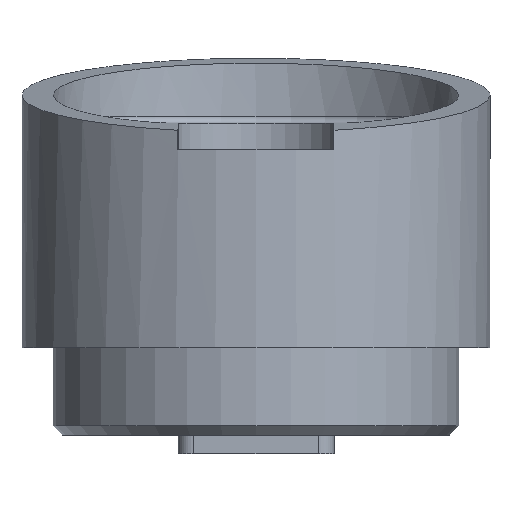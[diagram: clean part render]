
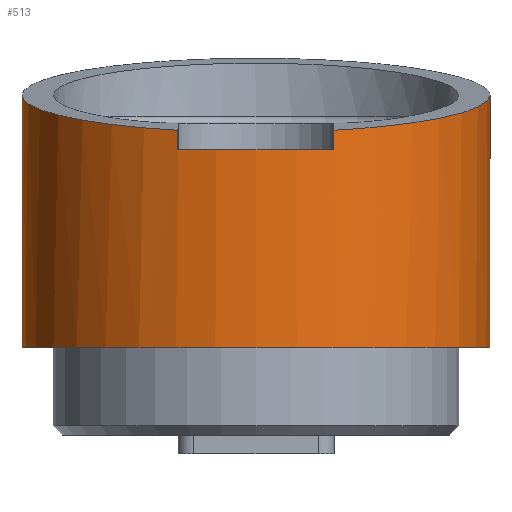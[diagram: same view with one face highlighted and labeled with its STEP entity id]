
A CAD part, left-side view. The second image highlights one B-rep face of the part: STEP entity #513.
In plain terms, the highlighted cylindrical face has radius 7.5 mm (diameter 15 mm), a partial arc.
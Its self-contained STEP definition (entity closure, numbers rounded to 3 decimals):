
#1 = CYLINDRICAL_SURFACE ( 'NONE', #142, 7.5 ) ;
#28 = EDGE_CURVE ( 'NONE', #783, #98, #1000, .T. ) ;
#41 = VERTEX_POINT ( 'NONE', #760 ) ;
#72 = ORIENTED_EDGE ( 'NONE', *, *, #671, .T. ) ;
#98 = VERTEX_POINT ( 'NONE', #673 ) ;
#142 = AXIS2_PLACEMENT_3D ( 'NONE', #680, #688, #901 ) ;
#177 = CARTESIAN_POINT ( 'NONE',  ( -34.066, 0., 7.5 ) ) ;
#179 = DIRECTION ( 'NONE',  ( 1., 0., 0. ) ) ;
#184 = ORIENTED_EDGE ( 'NONE', *, *, #754, .F. ) ;
#186 = DIRECTION ( 'NONE',  ( -1., 0., 0. ) ) ;
#187 = CARTESIAN_POINT ( 'NONE',  ( 2.8, 0., 0. ) ) ;
#190 = DIRECTION ( 'NONE',  ( -1., 0., 0. ) ) ;
#193 = DIRECTION ( 'NONE',  ( 0., 0., 1. ) ) ;
#203 = CARTESIAN_POINT ( 'NONE',  ( 9.768, 7.071, -2.5 ) ) ;
#217 = ORIENTED_EDGE ( 'NONE', *, *, #848, .T. ) ;
#230 = VERTEX_POINT ( 'NONE', #587 ) ;
#232 = CARTESIAN_POINT ( 'NONE',  ( -34.066, 7.071, -2.5 ) ) ;
#250 = FACE_OUTER_BOUND ( 'NONE', #593, .T. ) ;
#305 = CARTESIAN_POINT ( 'NONE',  ( -34.066, 0., -7.5 ) ) ;
#321 = DIRECTION ( 'NONE',  ( -1., 0., 0. ) ) ;
#323 = CARTESIAN_POINT ( 'NONE',  ( 10.367, 3.289, 7.5 ) ) ;
#325 = VERTEX_POINT ( 'NONE', #496 ) ;
#394 = ORIENTED_EDGE ( 'NONE', *, *, #747, .F. ) ;
#396 = ORIENTED_EDGE ( 'NONE', *, *, #28, .T. ) ;
#420 = CARTESIAN_POINT ( 'NONE',  ( 10.888, 0., 7.5 ) ) ;
#421 = VERTEX_POINT ( 'NONE', #711 ) ;
#422 = DIRECTION ( 'NONE',  ( 0., 0., 1. ) ) ;
#442 = CARTESIAN_POINT ( 'NONE',  ( 9.942, 5.975, 5.601 ) ) ;
#443 = DIRECTION ( 'NONE',  ( -1., 0., 0. ) ) ;
#444 = CARTESIAN_POINT ( 'NONE',  ( 9.768, 7.071, 2.5 ) ) ;
#451 = ORIENTED_EDGE ( 'NONE', *, *, #795, .T. ) ;
#452 = CARTESIAN_POINT ( 'NONE',  ( 9.15, 0., 0. ) ) ;
#468 = VERTEX_POINT ( 'NONE', #749 ) ;
#496 = CARTESIAN_POINT ( 'NONE',  ( 10.888, 0., 7.5 ) ) ;
#505 = VECTOR ( 'NONE', #321, 1000. ) ;
#511 = ORIENTED_EDGE ( 'NONE', *, *, #925, .T. ) ;
#513 = ADVANCED_FACE ( 'NONE', ( #250 ), #1, .T. ) ;
#518 = LINE ( 'NONE', #305, #505 ) ;
#524 = CIRCLE ( 'NONE', #758, 7.5 ) ;
#557 = VECTOR ( 'NONE', #179, 1000. ) ;
#577 = LINE ( 'NONE', #232, #557 ) ;
#582 = CARTESIAN_POINT ( 'NONE',  ( 2.8, 0., -7.5 ) ) ;
#587 = CARTESIAN_POINT ( 'NONE',  ( 9.15, 7.071, -2.5 ) ) ;
#593 = EDGE_LOOP ( 'NONE', ( #396, #217, #394, #184, #511, #72, #782, #451 ) ) ;
#600 = VECTOR ( 'NONE', #186, 1000. ) ;
#629 = CIRCLE ( 'NONE', #952, 7.5 ) ;
#645 = LINE ( 'NONE', #177, #600 ) ;
#671 = EDGE_CURVE ( 'NONE', #468, #41, #736, .T. ) ;
#673 = CARTESIAN_POINT ( 'NONE',  ( 10.888, 0., -7.5 ) ) ;
#680 = CARTESIAN_POINT ( 'NONE',  ( -34.066, 0., 0. ) ) ;
#688 = DIRECTION ( 'NONE',  ( -1., 0., 0. ) ) ;
#711 = CARTESIAN_POINT ( 'NONE',  ( 2.8, 0., 7.5 ) ) ;
#723 = VECTOR ( 'NONE', #986, 1000. ) ;
#736 = LINE ( 'NONE', #785, #723 ) ;
#747 = EDGE_CURVE ( 'NONE', #421, #1019, #629, .T. ) ;
#749 = CARTESIAN_POINT ( 'NONE',  ( 9.768, 7.071, 2.5 ) ) ;
#754 = EDGE_CURVE ( 'NONE', #325, #421, #645, .T. ) ;
#758 = AXIS2_PLACEMENT_3D ( 'NONE', #452, #443, #422 ) ;
#760 = CARTESIAN_POINT ( 'NONE',  ( 9.15, 7.071, 2.5 ) ) ;
#782 = ORIENTED_EDGE ( 'NONE', *, *, #873, .T. ) ;
#783 = VERTEX_POINT ( 'NONE', #203 ) ;
#785 = CARTESIAN_POINT ( 'NONE',  ( -34.066, 7.071, 2.5 ) ) ;
#795 = EDGE_CURVE ( 'NONE', #230, #783, #577, .T. ) ;
#848 = EDGE_CURVE ( 'NONE', #98, #1019, #518, .T. ) ;
#873 = EDGE_CURVE ( 'NONE', #41, #230, #524, .T. ) ;
#901 = DIRECTION ( 'NONE',  ( 0., 0., 1. ) ) ;
#925 = EDGE_CURVE ( 'NONE', #325, #468, #948, .T. ) ;
#938 = CARTESIAN_POINT ( 'NONE',  ( 10.888, 0., -7.5 ) ) ;
#939 = CARTESIAN_POINT ( 'NONE',  ( 10.367, 3.289, -7.5 ) ) ;
#948 =( BOUNDED_CURVE ( )  B_SPLINE_CURVE ( 3, ( #420, #323, #442, #444 ),
 .UNSPECIFIED., .F., .F. ) 
 B_SPLINE_CURVE_WITH_KNOTS ( ( 4, 4 ),
 ( 4.712, 5.943 ),
 .UNSPECIFIED. ) 
 CURVE ( )  GEOMETRIC_REPRESENTATION_ITEM ( )  RATIONAL_B_SPLINE_CURVE ( ( 1., 0.878, 0.878, 1. ) ) 
 REPRESENTATION_ITEM ( '' )  );
#952 = AXIS2_PLACEMENT_3D ( 'NONE', #187, #190, #193 ) ;
#957 = CARTESIAN_POINT ( 'NONE',  ( 9.942, 5.975, -5.601 ) ) ;
#973 = CARTESIAN_POINT ( 'NONE',  ( 9.768, 7.071, -2.5 ) ) ;
#986 = DIRECTION ( 'NONE',  ( -1., 0., 0. ) ) ;
#1000 =( BOUNDED_CURVE ( )  B_SPLINE_CURVE ( 3, ( #973, #957, #939, #938 ),
 .UNSPECIFIED., .F., .F. ) 
 B_SPLINE_CURVE_WITH_KNOTS ( ( 4, 4 ),
 ( 0.34, 1.571 ),
 .UNSPECIFIED. ) 
 CURVE ( )  GEOMETRIC_REPRESENTATION_ITEM ( )  RATIONAL_B_SPLINE_CURVE ( ( 1., 0.878, 0.878, 1. ) ) 
 REPRESENTATION_ITEM ( '' )  );
#1019 = VERTEX_POINT ( 'NONE', #582 ) ;
